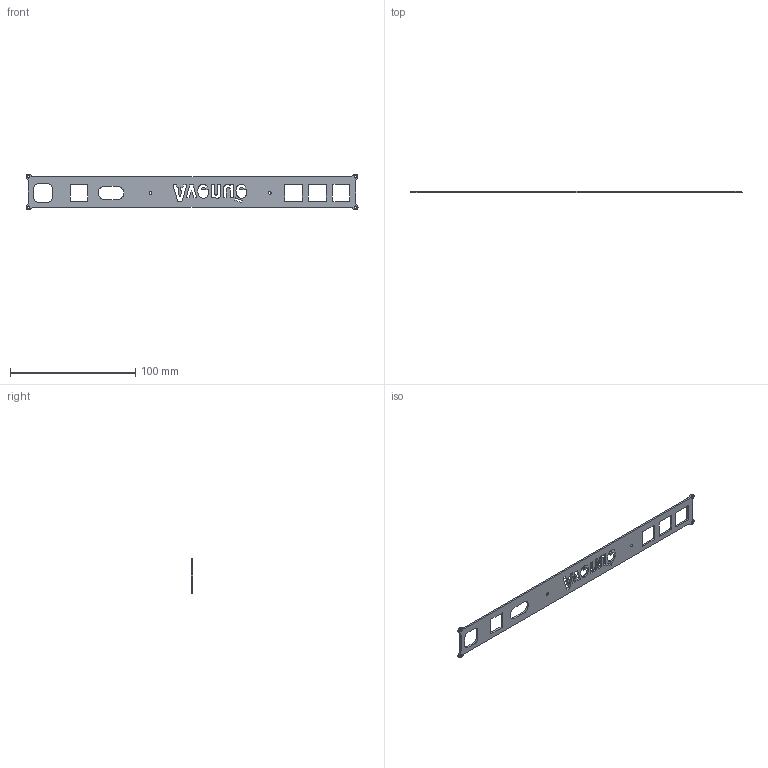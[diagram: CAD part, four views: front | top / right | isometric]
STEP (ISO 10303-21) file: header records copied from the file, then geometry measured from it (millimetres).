
FILE_DESCRIPTION(/* description */ (''),/* implementation_level */ '2;1');
FILE_NAME(/* name */ 'Ave_Universal_Top-Plate_Rev22.5.step',/* time_stamp */ '2020-04-15T20:28:20-05:00',/* author */ (''),/* organization */ (''),/* preprocessor_version */ 'ST-DEVELOPER v18.1',/* originating_system */ 'Autodesk Translation Framework v9.2.0.1227',/* authorisation */ '');
FILE_SCHEMA (('AUTOMOTIVE_DESIGN { 1 0 10303 214 3 1 1 }'));
Length unit declared in the file: millimetre
Products named in the file (1): Ave- TopPanel Switch Plate - Flipped FInal
Bounding box: 265.2 x 1.5 x 28.54 mm (x, y, z)
Volume: 7307.1 mm3; surface area: 11612.4 mm2
Topology: 1 solids, 1 shells, 193 faces, 581 edges, 390 vertices
Faces by surface type: bspline 82, plane 77, cylinder 34
Full cylindrical faces by diameter (mm): 2.2 x6
Entity records: 8292 total; most frequent: CARTESIAN_POINT 3403, ORIENTED_EDGE 1162, DIRECTION 749, EDGE_CURVE 581, VERTEX_POINT 390, LINE 337, VECTOR 337, EDGE_LOOP 231
